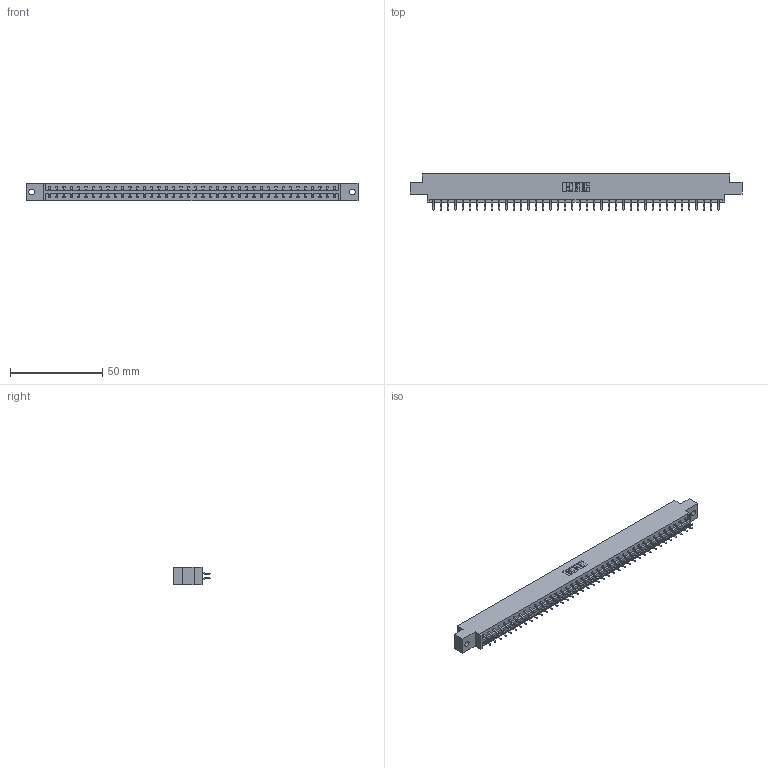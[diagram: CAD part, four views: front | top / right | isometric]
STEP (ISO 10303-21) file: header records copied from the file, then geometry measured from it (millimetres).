
FILE_DESCRIPTION (( 'STEP AP203' ), '1' );
FILE_NAME ('833-080-556-802.STEP', '2020-06-05T22:24:44', ( '' ), ( '' ), 'SwSTEP 2.0', 'SolidWorks 2020', '' );
FILE_SCHEMA (( 'CONFIG_CONTROL_DESIGN' ));
Length unit declared in the file: inch
Products named in the file (3): 345-292-001_556 Tail; 833-080-556-802; 833 Part_Offset - .128 Dia
Assembly tree (81 placements, depth 2):
  833-080-556-802
    833 Part_Offset - .128 Dia
    345-292-001_556 Tail  x80
Bounding box: 180.04 x 19.57 x 9.4 mm (x, y, z)
Volume: 18094.2 mm3; surface area: 21239 mm2
Topology: 81 solids, 81 shells, 4758 faces, 14163 edges, 9334 vertices
Faces by surface type: plane 3274, cylinder 1484
Entity records: 26347 total; most frequent: CARTESIAN_POINT 4386, ORIENTED_EDGE 4310, DIRECTION 3739, EDGE_CURVE 2155, LINE 2019, VECTOR 2019, VERTEX_POINT 1434, AXIS2_PLACEMENT_3D 860
